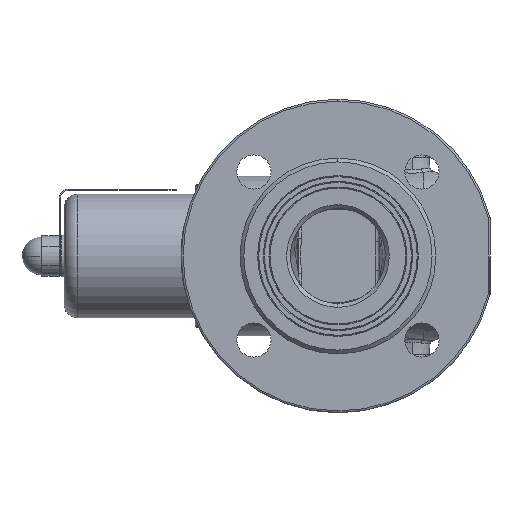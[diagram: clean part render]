
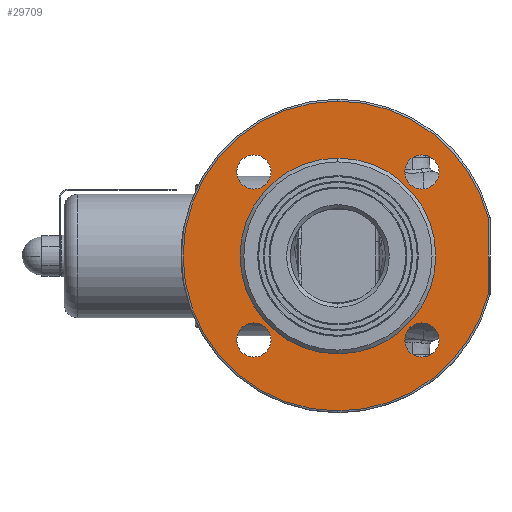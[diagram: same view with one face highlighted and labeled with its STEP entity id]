
A CAD part, left-side view. The second image highlights one B-rep face of the part: STEP entity #29709.
In plain terms, the highlighted planar face has unit normal (-1, 0, 0).
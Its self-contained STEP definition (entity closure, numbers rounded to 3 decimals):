
#10141 = AXIS2_PLACEMENT_3D ( 'NONE', #13670, #13672, #13674 ) ;
#13592 = FACE_BOUND ( 'NONE', #79284, .T. ) ;
#13628 = FACE_BOUND ( 'NONE', #79283, .T. ) ;
#13630 = FACE_OUTER_BOUND ( 'NONE', #79286, .T. ) ;
#13632 = FACE_BOUND ( 'NONE', #79280, .T. ) ;
#13634 = PLANE ( 'NONE',  #10141 ) ;
#13636 = FACE_BOUND ( 'NONE', #79278, .T. ) ;
#13640 = FACE_BOUND ( 'NONE', #79279, .T. ) ;
#13670 = CARTESIAN_POINT ( 'NONE',  ( -113., 51.5, 0. ) ) ;
#13672 = DIRECTION ( 'NONE',  ( 1., 0., 0. ) ) ;
#13674 = DIRECTION ( 'NONE',  ( 0., 0., -1. ) ) ;
#24108 = CARTESIAN_POINT ( 'NONE',  ( -113., 0., 0. ) ) ;
#24109 = DIRECTION ( 'NONE',  ( -1., 0., 0. ) ) ;
#24110 = DIRECTION ( 'NONE',  ( 0., 0., 1. ) ) ;
#26918 = CIRCLE ( 'NONE', #26921, 51.5 ) ;
#26921 = AXIS2_PLACEMENT_3D ( 'NONE', #24108, #24109, #24110 ) ;
#26967 = CIRCLE ( 'NONE', #26969, 81.5 ) ;
#26969 = AXIS2_PLACEMENT_3D ( 'NONE', #27968, #27969, #27970 ) ;
#27006 = CIRCLE ( 'NONE', #27009, 81.5 ) ;
#27009 = AXIS2_PLACEMENT_3D ( 'NONE', #28313, #28314, #28315 ) ;
#27968 = CARTESIAN_POINT ( 'NONE',  ( -113., 0., 0. ) ) ;
#27969 = DIRECTION ( 'NONE',  ( -1., 0., 0. ) ) ;
#27970 = DIRECTION ( 'NONE',  ( 0., 0., 1. ) ) ;
#28313 = CARTESIAN_POINT ( 'NONE',  ( -113., 0., 0. ) ) ;
#28314 = DIRECTION ( 'NONE',  ( -1., 0., 0. ) ) ;
#28315 = DIRECTION ( 'NONE',  ( 0., 0., 1. ) ) ;
#28807 = EDGE_CURVE ( 'NONE', #69739, #69740, #76818, .T. ) ;
#28875 = EDGE_CURVE ( 'NONE', #69720, #69721, #77124, .T. ) ;
#28912 = EDGE_CURVE ( 'NONE', #69686, #69682, #77257, .T. ) ;
#29059 = EDGE_CURVE ( 'NONE', #69743, #69688, #70508, .T. ) ;
#29078 = EDGE_CURVE ( 'NONE', #69682, #69686, #70552, .T. ) ;
#29081 = EDGE_CURVE ( 'NONE', #79609, #79607, #70559, .T. ) ;
#29155 = EDGE_CURVE ( 'NONE', #69740, #69739, #70754, .T. ) ;
#29157 = EDGE_CURVE ( 'NONE', #69688, #69743, #70762, .T. ) ;
#29161 = EDGE_CURVE ( 'NONE', #79587, #36795, #70774, .T. ) ;
#29162 = EDGE_CURVE ( 'NONE', #36795, #79599, #78297, .T. ) ;
#29163 = EDGE_CURVE ( 'NONE', #69721, #69720, #70783, .T. ) ;
#29709 = ADVANCED_FACE ( 'NONE', ( #13592, #13632, #13636, #13640, #13628, #13630 ), #13634, .F. ) ;
#29891 = EDGE_CURVE ( 'NONE', #79607, #79609, #26918, .T. ) ;
#30032 = EDGE_CURVE ( 'NONE', #79599, #79591, #26967, .T. ) ;
#30134 = EDGE_CURVE ( 'NONE', #79591, #79587, #27006, .T. ) ;
#36795 = VERTEX_POINT ( 'NONE', #42018 ) ;
#42018 = CARTESIAN_POINT ( 'NONE',  ( -113., -79., -20.031 ) ) ;
#46577 = ORIENTED_EDGE ( 'NONE', *, *, #29155, .F. ) ;
#46578 = ORIENTED_EDGE ( 'NONE', *, *, #28807, .F. ) ;
#46579 = ORIENTED_EDGE ( 'NONE', *, *, #29157, .F. ) ;
#46580 = ORIENTED_EDGE ( 'NONE', *, *, #29059, .F. ) ;
#46581 = ORIENTED_EDGE ( 'NONE', *, *, #29078, .F. ) ;
#46582 = ORIENTED_EDGE ( 'NONE', *, *, #28912, .F. ) ;
#46583 = ORIENTED_EDGE ( 'NONE', *, *, #29163, .F. ) ;
#46584 = ORIENTED_EDGE ( 'NONE', *, *, #28875, .F. ) ;
#46585 = ORIENTED_EDGE ( 'NONE', *, *, #29081, .F. ) ;
#46586 = ORIENTED_EDGE ( 'NONE', *, *, #29891, .F. ) ;
#46587 = ORIENTED_EDGE ( 'NONE', *, *, #30032, .T. ) ;
#46588 = ORIENTED_EDGE ( 'NONE', *, *, #30134, .T. ) ;
#46589 = ORIENTED_EDGE ( 'NONE', *, *, #29161, .T. ) ;
#46590 = ORIENTED_EDGE ( 'NONE', *, *, #29162, .T. ) ;
#57147 = CARTESIAN_POINT ( 'NONE',  ( -113., -44.194, 44.194 ) ) ;
#57150 = DIRECTION ( 'NONE',  ( -1., 0., 0. ) ) ;
#57153 = DIRECTION ( 'NONE',  ( 0., 0., 1. ) ) ;
#57834 = CARTESIAN_POINT ( 'NONE',  ( -113., -44.194, -44.194 ) ) ;
#57836 = DIRECTION ( 'NONE',  ( -1., 0., 0. ) ) ;
#57837 = DIRECTION ( 'NONE',  ( 0., 0., 1. ) ) ;
#58217 = CARTESIAN_POINT ( 'NONE',  ( -113., 44.194, -44.194 ) ) ;
#58218 = DIRECTION ( 'NONE',  ( -1., 0., 0. ) ) ;
#58219 = DIRECTION ( 'NONE',  ( 0., 0., 1. ) ) ;
#59189 = CARTESIAN_POINT ( 'NONE',  ( -113., 44.194, 44.194 ) ) ;
#59190 = DIRECTION ( 'NONE',  ( -1., 0., 0. ) ) ;
#59191 = DIRECTION ( 'NONE',  ( 0., 0., 1. ) ) ;
#69682 = VERTEX_POINT ( 'NONE', #80933 ) ;
#69686 = VERTEX_POINT ( 'NONE', #80941 ) ;
#69688 = VERTEX_POINT ( 'NONE', #80945 ) ;
#69720 = VERTEX_POINT ( 'NONE', #81009 ) ;
#69721 = VERTEX_POINT ( 'NONE', #81011 ) ;
#69739 = VERTEX_POINT ( 'NONE', #81047 ) ;
#69740 = VERTEX_POINT ( 'NONE', #81049 ) ;
#69743 = VERTEX_POINT ( 'NONE', #81055 ) ;
#70508 = CIRCLE ( 'NONE', #70510, 9. ) ;
#70510 = AXIS2_PLACEMENT_3D ( 'NONE', #59189, #59190, #59191 ) ;
#70552 = CIRCLE ( 'NONE', #70556, 9. ) ;
#70556 = AXIS2_PLACEMENT_3D ( 'NONE', #76872, #76874, #76877 ) ;
#70559 = CIRCLE ( 'NONE', #70566, 51.5 ) ;
#70566 = AXIS2_PLACEMENT_3D ( 'NONE', #76968, #76972, #76975 ) ;
#70748 = VECTOR ( 'NONE', #78304, 1000. ) ;
#70754 = CIRCLE ( 'NONE', #70761, 9. ) ;
#70761 = AXIS2_PLACEMENT_3D ( 'NONE', #78261, #78262, #78263 ) ;
#70762 = CIRCLE ( 'NONE', #70768, 9. ) ;
#70768 = AXIS2_PLACEMENT_3D ( 'NONE', #78272, #78274, #78275 ) ;
#70774 = CIRCLE ( 'NONE', #70780, 81.5 ) ;
#70780 = AXIS2_PLACEMENT_3D ( 'NONE', #78299, #78300, #78302 ) ;
#70783 = CIRCLE ( 'NONE', #70787, 9. ) ;
#70787 = AXIS2_PLACEMENT_3D ( 'NONE', #78308, #78309, #78310 ) ;
#76818 = CIRCLE ( 'NONE', #76834, 9. ) ;
#76834 = AXIS2_PLACEMENT_3D ( 'NONE', #57147, #57150, #57153 ) ;
#76872 = CARTESIAN_POINT ( 'NONE',  ( -113., 44.194, -44.194 ) ) ;
#76874 = DIRECTION ( 'NONE',  ( -1., 0., 0. ) ) ;
#76877 = DIRECTION ( 'NONE',  ( 0., 0., 1. ) ) ;
#76968 = CARTESIAN_POINT ( 'NONE',  ( -113., 0., 0. ) ) ;
#76972 = DIRECTION ( 'NONE',  ( -1., 0., 0. ) ) ;
#76975 = DIRECTION ( 'NONE',  ( 0., 0., 1. ) ) ;
#77124 = CIRCLE ( 'NONE', #77142, 9. ) ;
#77142 = AXIS2_PLACEMENT_3D ( 'NONE', #57834, #57836, #57837 ) ;
#77257 = CIRCLE ( 'NONE', #77273, 9. ) ;
#77273 = AXIS2_PLACEMENT_3D ( 'NONE', #58217, #58218, #58219 ) ;
#78261 = CARTESIAN_POINT ( 'NONE',  ( -113., -44.194, 44.194 ) ) ;
#78262 = DIRECTION ( 'NONE',  ( -1., 0., 0. ) ) ;
#78263 = DIRECTION ( 'NONE',  ( 0., 0., 1. ) ) ;
#78272 = CARTESIAN_POINT ( 'NONE',  ( -113., 44.194, 44.194 ) ) ;
#78274 = DIRECTION ( 'NONE',  ( -1., 0., 0. ) ) ;
#78275 = DIRECTION ( 'NONE',  ( 0., 0., 1. ) ) ;
#78290 = CARTESIAN_POINT ( 'NONE',  ( -113., -79., 0. ) ) ;
#78297 = LINE ( 'NONE', #78290, #70748 ) ;
#78299 = CARTESIAN_POINT ( 'NONE',  ( -113., 0., 0. ) ) ;
#78300 = DIRECTION ( 'NONE',  ( -1., 0., 0. ) ) ;
#78302 = DIRECTION ( 'NONE',  ( 0., 0., 1. ) ) ;
#78304 = DIRECTION ( 'NONE',  ( 0., 0., 1. ) ) ;
#78308 = CARTESIAN_POINT ( 'NONE',  ( -113., -44.194, -44.194 ) ) ;
#78309 = DIRECTION ( 'NONE',  ( -1., 0., 0. ) ) ;
#78310 = DIRECTION ( 'NONE',  ( 0., 0., 1. ) ) ;
#79278 = EDGE_LOOP ( 'NONE', ( #46581, #46582 ) ) ;
#79279 = EDGE_LOOP ( 'NONE', ( #46583, #46584 ) ) ;
#79280 = EDGE_LOOP ( 'NONE', ( #46579, #46580 ) ) ;
#79283 = EDGE_LOOP ( 'NONE', ( #46585, #46586 ) ) ;
#79284 = EDGE_LOOP ( 'NONE', ( #46577, #46578 ) ) ;
#79286 = EDGE_LOOP ( 'NONE', ( #46587, #46588, #46589, #46590 ) ) ;
#79587 = VERTEX_POINT ( 'NONE', #81341 ) ;
#79591 = VERTEX_POINT ( 'NONE', #81343 ) ;
#79599 = VERTEX_POINT ( 'NONE', #81347 ) ;
#79607 = VERTEX_POINT ( 'NONE', #81351 ) ;
#79609 = VERTEX_POINT ( 'NONE', #81352 ) ;
#80933 = CARTESIAN_POINT ( 'NONE',  ( -113., 44.194, -35.194 ) ) ;
#80941 = CARTESIAN_POINT ( 'NONE',  ( -113., 44.194, -53.194 ) ) ;
#80945 = CARTESIAN_POINT ( 'NONE',  ( -113., 44.194, 53.194 ) ) ;
#81009 = CARTESIAN_POINT ( 'NONE',  ( -113., -44.194, -53.194 ) ) ;
#81011 = CARTESIAN_POINT ( 'NONE',  ( -113., -44.194, -35.194 ) ) ;
#81047 = CARTESIAN_POINT ( 'NONE',  ( -113., -44.194, 35.194 ) ) ;
#81049 = CARTESIAN_POINT ( 'NONE',  ( -113., -44.194, 53.194 ) ) ;
#81055 = CARTESIAN_POINT ( 'NONE',  ( -113., 44.194, 35.194 ) ) ;
#81341 = CARTESIAN_POINT ( 'NONE',  ( -113., 0., -81.5 ) ) ;
#81343 = CARTESIAN_POINT ( 'NONE',  ( -113., 0., 81.5 ) ) ;
#81347 = CARTESIAN_POINT ( 'NONE',  ( -113., -79., 20.031 ) ) ;
#81351 = CARTESIAN_POINT ( 'NONE',  ( -113., 0., 51.5 ) ) ;
#81352 = CARTESIAN_POINT ( 'NONE',  ( -113., 0., -51.5 ) ) ;
